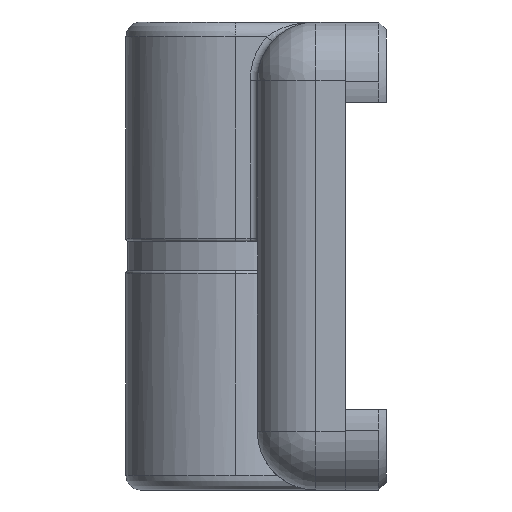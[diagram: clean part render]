
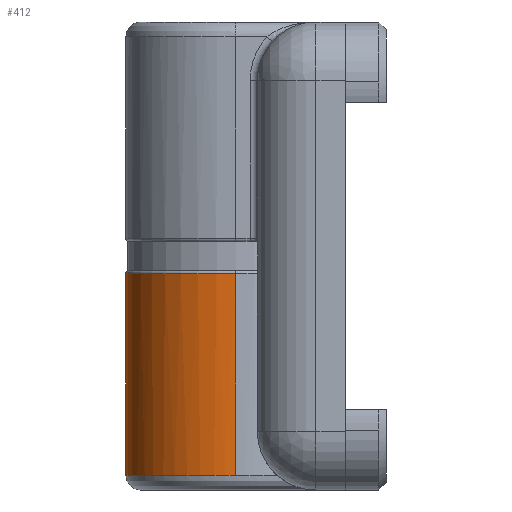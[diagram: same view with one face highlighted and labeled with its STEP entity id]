
A CAD part, left-side view. The second image highlights one B-rep face of the part: STEP entity #412.
In plain terms, the highlighted cylindrical face has radius 7.5 mm (diameter 15 mm), a partial arc.
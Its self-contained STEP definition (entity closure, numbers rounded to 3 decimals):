
#412=ADVANCED_FACE('NONE',(#1045),#1046,.T.);
#1045=FACE_OUTER_BOUND('',#1952,.T.);
#1046=CYLINDRICAL_SURFACE('',#1953,7.5);
#1952=EDGE_LOOP('',(#3642,#3643,#3644,#3645));
#1953=AXIS2_PLACEMENT_3D('',#3646,#3647,#3648);
#3642=ORIENTED_EDGE('',*,*,#5922,.F.);
#3643=ORIENTED_EDGE('',*,*,#5840,.T.);
#3644=ORIENTED_EDGE('',*,*,#5970,.T.);
#3645=ORIENTED_EDGE('',*,*,#5974,.T.);
#3646=CARTESIAN_POINT('',(2.058,-72.148,16.222));
#3647=DIRECTION('',(0.0,0.0,1.0));
#3648=DIRECTION('',(-1.0,0.0,0.0));
#5840=EDGE_CURVE('NONE',#6792,#6796,#6798,.T.);
#5922=EDGE_CURVE('NONE',#6792,#6940,#6941,.T.);
#5970=EDGE_CURVE('NONE',#6796,#7011,#7013,.T.);
#5974=EDGE_CURVE('NONE',#7011,#6940,#7018,.T.);
#6792=VERTEX_POINT('NONE',#8159);
#6796=VERTEX_POINT('NONE',#8163);
#6798=CIRCLE('',#8165,7.5);
#6940=VERTEX_POINT('NONE',#8418);
#6941=LINE('',#8419,#8420);
#7011=VERTEX_POINT('NONE',#8661);
#7013=LINE('',#8664,#8665);
#7018=B_SPLINE_CURVE_WITH_KNOTS('',3,(#8672,#8673,#8674,#8675,#8676,#8677,#8678,#8679,#8680,#8681,#8682,#8683,#8684,#8685,#8686,#8687,#8688,#8689),.UNSPECIFIED.,.F.,.F.,(4,2,2,2,2,2,2,2,4),(0.0,0.084,0.168,0.251,0.335,0.419,0.503,0.587,0.67),.UNSPECIFIED.);
#8159=CARTESIAN_POINT('',(-5.442,-72.148,-0.978));
#8163=CARTESIAN_POINT('',(9.558,-72.148,-0.978));
#8165=AXIS2_PLACEMENT_3D('',#10896,#10897,#10898);
#8418=CARTESIAN_POINT('',(-5.442,-72.148,-14.778));
#8419=CARTESIAN_POINT('',(-5.442,-72.148,16.222));
#8420=VECTOR('',#11019,1000.0);
#8661=CARTESIAN_POINT('',(9.558,-72.148,-14.778));
#8664=CARTESIAN_POINT('',(9.558,-72.148,16.222));
#8665=VECTOR('',#11079,1000.0);
#8672=CARTESIAN_POINT('',(9.558,-72.148,-14.778));
#8673=CARTESIAN_POINT('',(9.558,-71.166,-14.778));
#8674=CARTESIAN_POINT('',(9.363,-70.185,-14.778));
#8675=CARTESIAN_POINT('',(8.611,-68.371,-14.778));
#8676=CARTESIAN_POINT('',(8.055,-67.539,-14.778));
#8677=CARTESIAN_POINT('',(6.667,-66.151,-14.778));
#8678=CARTESIAN_POINT('',(5.835,-65.595,-14.778));
#8679=CARTESIAN_POINT('',(4.021,-64.843,-14.778));
#8680=CARTESIAN_POINT('',(3.04,-64.648,-14.778));
#8681=CARTESIAN_POINT('',(1.076,-64.648,-14.778));
#8682=CARTESIAN_POINT('',(0.095,-64.843,-14.778));
#8683=CARTESIAN_POINT('',(-1.719,-65.595,-14.778));
#8684=CARTESIAN_POINT('',(-2.551,-66.151,-14.778));
#8685=CARTESIAN_POINT('',(-3.94,-67.539,-14.778));
#8686=CARTESIAN_POINT('',(-4.496,-68.371,-14.778));
#8687=CARTESIAN_POINT('',(-5.247,-70.185,-14.778));
#8688=CARTESIAN_POINT('',(-5.442,-71.166,-14.778));
#8689=CARTESIAN_POINT('',(-5.442,-72.148,-14.778));
#10896=CARTESIAN_POINT('',(2.058,-72.148,-0.978));
#10897=DIRECTION('',(0.0,0.0,-1.0));
#10898=DIRECTION('',(1.0,0.0,0.0));
#11019=DIRECTION('',(-0.0,-0.0,-1.0));
#11079=DIRECTION('',(-0.0,-0.0,-1.0));
